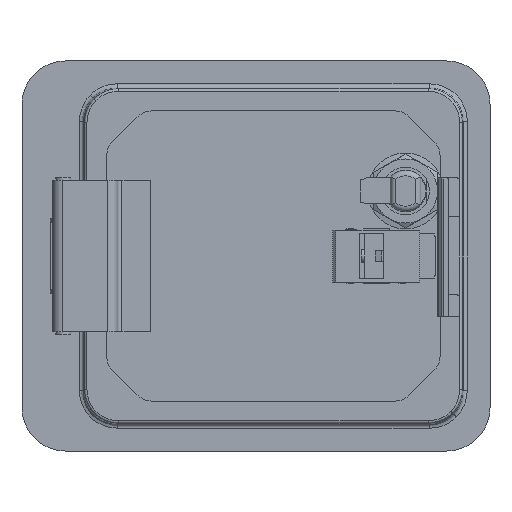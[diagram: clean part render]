
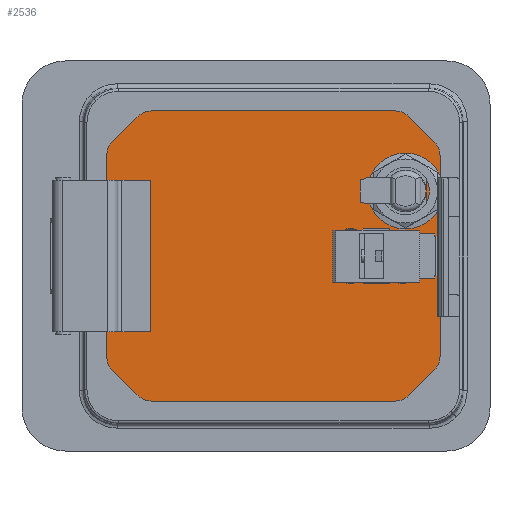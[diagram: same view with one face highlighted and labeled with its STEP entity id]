
A CAD part, front view. The second image highlights one B-rep face of the part: STEP entity #2536.
In plain terms, the highlighted planar face has unit normal (0, -1, 0).
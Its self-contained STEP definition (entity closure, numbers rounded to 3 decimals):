
#141 = VERTEX_POINT ( 'NONE', #535 ) ;
#142 = VERTEX_POINT ( 'NONE', #536 ) ;
#244 = VERTEX_POINT ( 'NONE', #638 ) ;
#255 = VERTEX_POINT ( 'NONE', #6153 ) ;
#535 = CARTESIAN_POINT ( 'NONE',  ( 70.6, -1.2, 24.428 ) ) ;
#536 = CARTESIAN_POINT ( 'NONE',  ( 27.5, -1.2, 12. ) ) ;
#638 = CARTESIAN_POINT ( 'NONE',  ( 61., -1.2, 41.1 ) ) ;
#2536 = ADVANCED_FACE ( 'NONE', ( #10651, #10657, #10633 ), #11812, .F. ) ;
#2808 = EDGE_CURVE ( 'NONE', #244, #255, #13257, .T. ) ;
#3580 = EDGE_CURVE ( 'NONE', #6873, #6892, #13582, .T. ) ;
#3582 = EDGE_CURVE ( 'NONE', #6892, #6890, #13586, .T. ) ;
#3584 = EDGE_CURVE ( 'NONE', #6890, #6910, #13587, .T. ) ;
#3586 = EDGE_CURVE ( 'NONE', #6910, #6911, #13591, .T. ) ;
#3588 = EDGE_CURVE ( 'NONE', #6911, #6891, #13594, .T. ) ;
#3590 = EDGE_CURVE ( 'NONE', #6870, #6891, #13598, .T. ) ;
#3592 = EDGE_CURVE ( 'NONE', #6893, #6870, #13601, .T. ) ;
#3593 = EDGE_CURVE ( 'NONE', #6873, #6893, #13607, .T. ) ;
#3594 = EDGE_CURVE ( 'NONE', #255, #141, #13608, .T. ) ;
#3595 = EDGE_CURVE ( 'NONE', #141, #6864, #13610, .T. ) ;
#3596 = EDGE_CURVE ( 'NONE', #6864, #6869, #13612, .T. ) ;
#3597 = EDGE_CURVE ( 'NONE', #6869, #244, #13613, .T. ) ;
#3598 = EDGE_CURVE ( 'NONE', #6871, #6912, #13615, .T. ) ;
#3599 = EDGE_CURVE ( 'NONE', #6912, #142, #13605, .T. ) ;
#3600 = EDGE_CURVE ( 'NONE', #142, #6867, #13618, .T. ) ;
#3601 = EDGE_CURVE ( 'NONE', #6867, #6871, #13620, .T. ) ;
#3835 = ORIENTED_EDGE ( 'NONE', *, *, #3594, .T. ) ;
#3836 = ORIENTED_EDGE ( 'NONE', *, *, #3595, .T. ) ;
#3837 = ORIENTED_EDGE ( 'NONE', *, *, #3596, .T. ) ;
#3838 = ORIENTED_EDGE ( 'NONE', *, *, #3597, .T. ) ;
#3839 = ORIENTED_EDGE ( 'NONE', *, *, #2808, .T. ) ;
#3840 = ORIENTED_EDGE ( 'NONE', *, *, #3598, .T. ) ;
#3841 = ORIENTED_EDGE ( 'NONE', *, *, #3599, .T. ) ;
#3842 = ORIENTED_EDGE ( 'NONE', *, *, #3600, .T. ) ;
#3843 = ORIENTED_EDGE ( 'NONE', *, *, #3601, .T. ) ;
#3844 = ORIENTED_EDGE ( 'NONE', *, *, #3582, .T. ) ;
#3845 = ORIENTED_EDGE ( 'NONE', *, *, #3584, .T. ) ;
#3846 = ORIENTED_EDGE ( 'NONE', *, *, #3586, .T. ) ;
#3847 = ORIENTED_EDGE ( 'NONE', *, *, #3588, .T. ) ;
#3848 = ORIENTED_EDGE ( 'NONE', *, *, #3590, .F. ) ;
#3849 = ORIENTED_EDGE ( 'NONE', *, *, #3592, .F. ) ;
#3850 = ORIENTED_EDGE ( 'NONE', *, *, #3593, .F. ) ;
#3851 = ORIENTED_EDGE ( 'NONE', *, *, #3580, .T. ) ;
#3891 = EDGE_LOOP ( 'NONE', ( #3840, #3841, #3842, #3843 ) ) ;
#3898 = EDGE_LOOP ( 'NONE', ( #3844, #3845, #3846, #3847, #3848, #3849, #3850, #3851 ) ) ;
#3905 = EDGE_LOOP ( 'NONE', ( #3835, #3836, #3837, #3838, #3839 ) ) ;
#6153 = CARTESIAN_POINT ( 'NONE',  ( 70.6, -1.2, 35.572 ) ) ;
#6864 = VERTEX_POINT ( 'NONE', #16447 ) ;
#6867 = VERTEX_POINT ( 'NONE', #16475 ) ;
#6869 = VERTEX_POINT ( 'NONE', #16476 ) ;
#6870 = VERTEX_POINT ( 'NONE', #16473 ) ;
#6871 = VERTEX_POINT ( 'NONE', #16477 ) ;
#6873 = VERTEX_POINT ( 'NONE', #16479 ) ;
#6890 = VERTEX_POINT ( 'NONE', #16486 ) ;
#6891 = VERTEX_POINT ( 'NONE', #16487 ) ;
#6892 = VERTEX_POINT ( 'NONE', #16488 ) ;
#6893 = VERTEX_POINT ( 'NONE', #16482 ) ;
#6910 = VERTEX_POINT ( 'NONE', #16490 ) ;
#6911 = VERTEX_POINT ( 'NONE', #16483 ) ;
#6912 = VERTEX_POINT ( 'NONE', #16493 ) ;
#10633 = FACE_OUTER_BOUND ( 'NONE', #3898, .T. ) ;
#10651 = FACE_BOUND ( 'NONE', #3905, .T. ) ;
#10657 = FACE_BOUND ( 'NONE', #3891, .T. ) ;
#11807 = DIRECTION ( 'NONE',  ( 0., 1., 0. ) ) ;
#11810 = CARTESIAN_POINT ( 'NONE',  ( -71., -1.2, 61. ) ) ;
#11812 = PLANE ( 'NONE',  #11981 ) ;
#11814 = DIRECTION ( 'NONE',  ( 0., 0., 1. ) ) ;
#11981 = AXIS2_PLACEMENT_3D ( 'NONE', #11810, #11807, #11814 ) ;
#12964 = CARTESIAN_POINT ( 'NONE',  ( 61., -1.2, 30. ) ) ;
#12965 = DIRECTION ( 'NONE',  ( 0., 1., 0. ) ) ;
#12966 = DIRECTION ( 'NONE',  ( 0., 0., 1. ) ) ;
#13257 = CIRCLE ( 'NONE', #13676, 11.1 ) ;
#13582 = CIRCLE ( 'NONE', #13737, 12.8 ) ;
#13586 = LINE ( 'NONE', #14176, #13590 ) ;
#13587 = CIRCLE ( 'NONE', #13738, 12.8 ) ;
#13590 = VECTOR ( 'NONE', #14182, 1000. ) ;
#13591 = LINE ( 'NONE', #14186, #13597 ) ;
#13594 = CIRCLE ( 'NONE', #13739, 12.8 ) ;
#13597 = VECTOR ( 'NONE', #14191, 1000. ) ;
#13598 = LINE ( 'NONE', #14195, #13604 ) ;
#13601 = CIRCLE ( 'NONE', #13740, 12.8 ) ;
#13604 = VECTOR ( 'NONE', #14200, 1000. ) ;
#13605 = LINE ( 'NONE', #14217, #13619 ) ;
#13607 = LINE ( 'NONE', #14202, #13609 ) ;
#13608 = LINE ( 'NONE', #14209, #13611 ) ;
#13609 = VECTOR ( 'NONE', #14199, 1000. ) ;
#13610 = CIRCLE ( 'NONE', #13741, 11.1 ) ;
#13611 = VECTOR ( 'NONE', #14210, 1000. ) ;
#13612 = LINE ( 'NONE', #14204, #13614 ) ;
#13613 = CIRCLE ( 'NONE', #13742, 11.1 ) ;
#13614 = VECTOR ( 'NONE', #14205, 1000. ) ;
#13615 = LINE ( 'NONE', #14211, #13617 ) ;
#13617 = VECTOR ( 'NONE', #14212, 1000. ) ;
#13618 = LINE ( 'NONE', #14223, #13621 ) ;
#13619 = VECTOR ( 'NONE', #14222, 1000. ) ;
#13620 = LINE ( 'NONE', #14225, #13623 ) ;
#13621 = VECTOR ( 'NONE', #14224, 1000. ) ;
#13623 = VECTOR ( 'NONE', #14226, 1000. ) ;
#13676 = AXIS2_PLACEMENT_3D ( 'NONE', #12964, #12965, #12966 ) ;
#13737 = AXIS2_PLACEMENT_3D ( 'NONE', #14178, #14179, #14180 ) ;
#13738 = AXIS2_PLACEMENT_3D ( 'NONE', #14187, #14188, #14189 ) ;
#13739 = AXIS2_PLACEMENT_3D ( 'NONE', #14196, #14197, #14198 ) ;
#13740 = AXIS2_PLACEMENT_3D ( 'NONE', #14206, #14207, #14208 ) ;
#13741 = AXIS2_PLACEMENT_3D ( 'NONE', #14213, #14214, #14215 ) ;
#13742 = AXIS2_PLACEMENT_3D ( 'NONE', #14218, #14219, #14220 ) ;
#14176 = CARTESIAN_POINT ( 'NONE',  ( -83.8, -1.2, -61. ) ) ;
#14178 = CARTESIAN_POINT ( 'NONE',  ( -71., -1.2, 61. ) ) ;
#14179 = DIRECTION ( 'NONE',  ( 0., -1., 0. ) ) ;
#14180 = DIRECTION ( 'NONE',  ( 0., 0., 1. ) ) ;
#14182 = DIRECTION ( 'NONE',  ( 0., 0., -1. ) ) ;
#14186 = CARTESIAN_POINT ( 'NONE',  ( -71., -1.2, -73.8 ) ) ;
#14187 = CARTESIAN_POINT ( 'NONE',  ( -71., -1.2, -61. ) ) ;
#14188 = DIRECTION ( 'NONE',  ( 0., -1., 0. ) ) ;
#14189 = DIRECTION ( 'NONE',  ( 0., 0., 1. ) ) ;
#14191 = DIRECTION ( 'NONE',  ( 1., 0., 0. ) ) ;
#14195 = CARTESIAN_POINT ( 'NONE',  ( 83.8, -1.2, 61. ) ) ;
#14196 = CARTESIAN_POINT ( 'NONE',  ( 71., -1.2, -61. ) ) ;
#14197 = DIRECTION ( 'NONE',  ( 0., -1., 0. ) ) ;
#14198 = DIRECTION ( 'NONE',  ( 0., 0., 1. ) ) ;
#14199 = DIRECTION ( 'NONE',  ( 1., 0., 0. ) ) ;
#14200 = DIRECTION ( 'NONE',  ( 0., 0., -1. ) ) ;
#14202 = CARTESIAN_POINT ( 'NONE',  ( -71., -1.2, 73.8 ) ) ;
#14204 = CARTESIAN_POINT ( 'NONE',  ( 51.4, -1.2, 24.428 ) ) ;
#14205 = DIRECTION ( 'NONE',  ( 0., 0., 1. ) ) ;
#14206 = CARTESIAN_POINT ( 'NONE',  ( 71., -1.2, 61. ) ) ;
#14207 = DIRECTION ( 'NONE',  ( 0., 1., 0. ) ) ;
#14208 = DIRECTION ( 'NONE',  ( 0., 0., 1. ) ) ;
#14209 = CARTESIAN_POINT ( 'NONE',  ( 70.6, -1.2, 24.428 ) ) ;
#14210 = DIRECTION ( 'NONE',  ( 0., 0., -1. ) ) ;
#14211 = CARTESIAN_POINT ( 'NONE',  ( 27.5, -1.2, -12. ) ) ;
#14212 = DIRECTION ( 'NONE',  ( -1., 0., 0. ) ) ;
#14213 = CARTESIAN_POINT ( 'NONE',  ( 61., -1.2, 30. ) ) ;
#14214 = DIRECTION ( 'NONE',  ( 0., 1., 0. ) ) ;
#14215 = DIRECTION ( 'NONE',  ( 0., 0., 1. ) ) ;
#14217 = CARTESIAN_POINT ( 'NONE',  ( 27.5, -1.2, -12. ) ) ;
#14218 = CARTESIAN_POINT ( 'NONE',  ( 61., -1.2, 30. ) ) ;
#14219 = DIRECTION ( 'NONE',  ( 0., 1., 0. ) ) ;
#14220 = DIRECTION ( 'NONE',  ( 0., 0., 1. ) ) ;
#14222 = DIRECTION ( 'NONE',  ( 0., 0., 1. ) ) ;
#14223 = CARTESIAN_POINT ( 'NONE',  ( 27.5, -1.2, 12. ) ) ;
#14224 = DIRECTION ( 'NONE',  ( 1., 0., 0. ) ) ;
#14225 = CARTESIAN_POINT ( 'NONE',  ( 67.5, -1.2, -12. ) ) ;
#14226 = DIRECTION ( 'NONE',  ( 0., 0., -1. ) ) ;
#16447 = CARTESIAN_POINT ( 'NONE',  ( 51.4, -1.2, 24.428 ) ) ;
#16473 = CARTESIAN_POINT ( 'NONE',  ( 83.8, -1.2, 61. ) ) ;
#16475 = CARTESIAN_POINT ( 'NONE',  ( 67.5, -1.2, 12. ) ) ;
#16476 = CARTESIAN_POINT ( 'NONE',  ( 51.4, -1.2, 35.572 ) ) ;
#16477 = CARTESIAN_POINT ( 'NONE',  ( 67.5, -1.2, -12. ) ) ;
#16479 = CARTESIAN_POINT ( 'NONE',  ( -71., -1.2, 73.8 ) ) ;
#16482 = CARTESIAN_POINT ( 'NONE',  ( 71., -1.2, 73.8 ) ) ;
#16483 = CARTESIAN_POINT ( 'NONE',  ( 71., -1.2, -73.8 ) ) ;
#16486 = CARTESIAN_POINT ( 'NONE',  ( -83.8, -1.2, -61. ) ) ;
#16487 = CARTESIAN_POINT ( 'NONE',  ( 83.8, -1.2, -61. ) ) ;
#16488 = CARTESIAN_POINT ( 'NONE',  ( -83.8, -1.2, 61. ) ) ;
#16490 = CARTESIAN_POINT ( 'NONE',  ( -71., -1.2, -73.8 ) ) ;
#16493 = CARTESIAN_POINT ( 'NONE',  ( 27.5, -1.2, -12. ) ) ;
